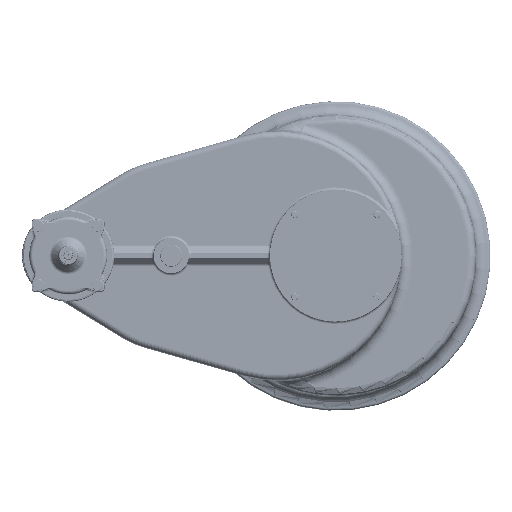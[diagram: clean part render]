
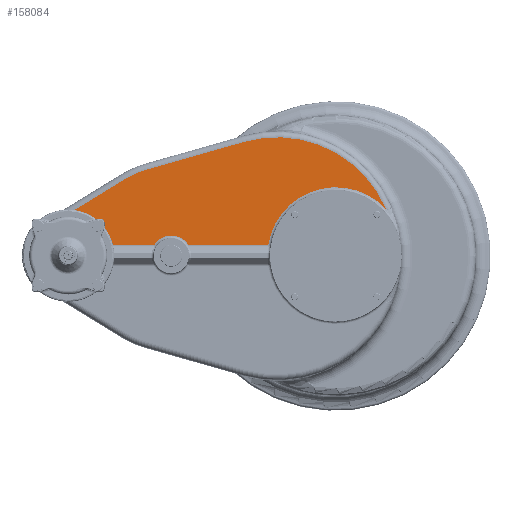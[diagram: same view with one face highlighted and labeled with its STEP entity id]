
A CAD part, top view. The second image highlights one B-rep face of the part: STEP entity #158084.
In plain terms, the highlighted planar face has unit normal (0, 0, 1).
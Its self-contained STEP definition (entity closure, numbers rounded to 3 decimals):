
#10346=LINE('',#243182,#20868);
#10347=LINE('',#243190,#20869);
#10350=LINE('',#243224,#20872);
#10403=LINE('',#244073,#20925);
#10404=LINE('',#244076,#20926);
#10405=LINE('',#244079,#20927);
#20868=VECTOR('',#187482,1000.);
#20869=VECTOR('',#187493,1000.);
#20872=VECTOR('',#187506,1000.);
#20925=VECTOR('',#187799,1000.);
#20926=VECTOR('',#187802,1000.);
#20927=VECTOR('',#187805,1000.);
#34619=ORIENTED_EDGE('',*,*,#83231,.T.);
#34620=ORIENTED_EDGE('',*,*,#83232,.T.);
#34621=ORIENTED_EDGE('',*,*,#83203,.T.);
#34622=ORIENTED_EDGE('',*,*,#83233,.T.);
#34623=ORIENTED_EDGE('',*,*,#83234,.T.);
#34624=ORIENTED_EDGE('',*,*,#83235,.T.);
#34625=ORIENTED_EDGE('',*,*,#83059,.T.);
#34626=ORIENTED_EDGE('',*,*,#83053,.T.);
#34627=ORIENTED_EDGE('',*,*,#83051,.T.);
#34628=ORIENTED_EDGE('',*,*,#83049,.T.);
#34629=ORIENTED_EDGE('',*,*,#83236,.T.);
#83049=EDGE_CURVE('',#107632,#107633,#10346,.T.);
#83051=EDGE_CURVE('',#107634,#107632,#123145,.T.);
#83053=EDGE_CURVE('',#107635,#107634,#10347,.T.);
#83059=EDGE_CURVE('',#107638,#107635,#10350,.F.);
#83203=EDGE_CURVE('',#107731,#107732,#123203,.T.);
#83231=EDGE_CURVE('',#107748,#107749,#123213,.T.);
#83232=EDGE_CURVE('',#107749,#107731,#10403,.T.);
#83233=EDGE_CURVE('',#107732,#107750,#123214,.F.);
#83234=EDGE_CURVE('',#107750,#107751,#10404,.F.);
#83235=EDGE_CURVE('',#107751,#107638,#123215,.F.);
#83236=EDGE_CURVE('',#107633,#107748,#10405,.T.);
#107632=VERTEX_POINT('',#243179);
#107633=VERTEX_POINT('',#243181);
#107634=VERTEX_POINT('',#243185);
#107635=VERTEX_POINT('',#243189);
#107638=VERTEX_POINT('',#243225);
#107731=VERTEX_POINT('',#243890);
#107732=VERTEX_POINT('',#243891);
#107748=VERTEX_POINT('',#244071);
#107749=VERTEX_POINT('',#244072);
#107750=VERTEX_POINT('',#244075);
#107751=VERTEX_POINT('',#244077);
#123145=CIRCLE('',#167551,24.);
#123203=CIRCLE('',#167661,156.1);
#123213=CIRCLE('',#167678,46.);
#123214=CIRCLE('',#167679,270.);
#123215=CIRCLE('',#167680,204.);
#133404=EDGE_LOOP('',(#34619,#34620,#34621,#34622,#34623,#34624,#34625,
#34626,#34627,#34628,#34629));
#143719=FACE_BOUND('',#133404,.T.);
#153384=PLANE('',#167677);
#158084=ADVANCED_FACE('',(#143719),#153384,.F.);
#167551=AXIS2_PLACEMENT_3D('',#243186,#187487,#187488);
#167661=AXIS2_PLACEMENT_3D('',#243889,#187756,#187757);
#167677=AXIS2_PLACEMENT_3D('',#244069,#187795,#187796);
#167678=AXIS2_PLACEMENT_3D('',#244070,#187797,#187798);
#167679=AXIS2_PLACEMENT_3D('',#244074,#187800,#187801);
#167680=AXIS2_PLACEMENT_3D('',#244078,#187803,#187804);
#187482=DIRECTION('',(0.,-1.,0.));
#187487=DIRECTION('',(0.,0.,-1.));
#187488=DIRECTION('',(-1.,0.,0.));
#187493=DIRECTION('',(1.,0.,0.));
#187506=DIRECTION('',(0.852,0.523,0.));
#187756=DIRECTION('',(0.,0.,-1.));
#187757=DIRECTION('',(-1.,0.,0.));
#187795=DIRECTION('',(0.,0.,-1.));
#187796=DIRECTION('',(-1.,0.,0.));
#187797=DIRECTION('',(0.,0.,-1.));
#187798=DIRECTION('',(-1.,0.,0.));
#187799=DIRECTION('',(1.,0.,0.));
#187800=DIRECTION('',(0.,0.,-1.));
#187801=DIRECTION('',(-1.,0.,0.));
#187802=DIRECTION('',(0.962,0.274,0.));
#187803=DIRECTION('',(0.,0.,-1.));
#187804=DIRECTION('',(-1.,0.,0.));
#187805=DIRECTION('',(1.,0.,0.));
#243179=CARTESIAN_POINT('',(-531.6,54.5,343.));
#243181=CARTESIAN_POINT('',(-531.6,23.485,343.));
#243182=CARTESIAN_POINT('',(-531.6,0.,343.));
#243185=CARTESIAN_POINT('',(-555.6,78.5,343.));
#243186=CARTESIAN_POINT('',(-555.6,54.5,343.));
#243189=CARTESIAN_POINT('',(-637.043,78.5,343.));
#243190=CARTESIAN_POINT('',(-610.1,78.5,343.));
#243224=CARTESIAN_POINT('',(-652.46,69.041,343.));
#243225=CARTESIAN_POINT('',(-481.584,173.881,343.));
#243889=CARTESIAN_POINT('',(0.,0.,343.));
#243890=CARTESIAN_POINT('',(-154.323,23.485,343.));
#243891=CARTESIAN_POINT('',(114.093,106.537,343.));
#244069=CARTESIAN_POINT('',(-610.1,0.,343.));
#244070=CARTESIAN_POINT('',(-374.9,0.,343.));
#244071=CARTESIAN_POINT('',(-414.453,23.485,343.));
#244072=CARTESIAN_POINT('',(-335.347,23.485,343.));
#244073=CARTESIAN_POINT('',(-154.681,23.485,343.));
#244074=CARTESIAN_POINT('',(-134.,0.,343.));
#244075=CARTESIAN_POINT('',(-207.973,259.669,343.));
#244076=CARTESIAN_POINT('',(-430.79,196.194,343.));
#244077=CARTESIAN_POINT('',(-430.79,196.194,343.));
#244078=CARTESIAN_POINT('',(-374.9,0.,343.));
#244079=CARTESIAN_POINT('',(-413.355,23.485,343.));
